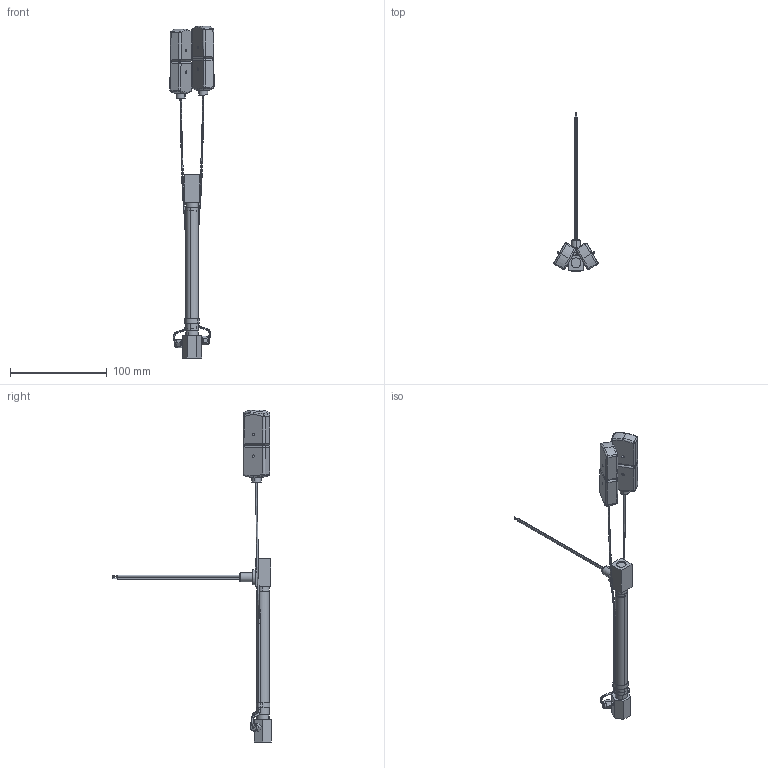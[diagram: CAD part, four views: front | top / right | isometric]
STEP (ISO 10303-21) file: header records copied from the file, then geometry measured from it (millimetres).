
FILE_DESCRIPTION (( 'STEP AP203' ), '1' );
FILE_NAME ('HT050 1-8F 1-4F TF2 SEP2017 203.STEP', '2017-09-01T17:59:51', ( '' ), ( '' ), 'SwSTEP 2.0', 'SolidWorks 2017', '' );
FILE_SCHEMA (( 'CONFIG_CONTROL_DESIGN' ));
Length unit declared in the file: inch
Products named in the file (1): HT050 1-8F 1-4F TF2 SEP2017 203
Bounding box: 45.49 x 163.77 x 342.34 mm (x, y, z)
Volume: 57632.9 mm3; surface area: 39636 mm2
Topology: 93 solids, 93 shells, 1492 faces, 3763 edges, 2449 vertices
Faces by surface type: plane 617, bspline 479, cylinder 356, cone 32, torus 8
Entity records: 52049 total; most frequent: CARTESIAN_POINT 19582, ORIENTED_EDGE 7470, DIRECTION 5390, EDGE_CURVE 3735, VERTEX_POINT 2453, AXIS2_PLACEMENT_3D 1833, LINE 1724, VECTOR 1724
